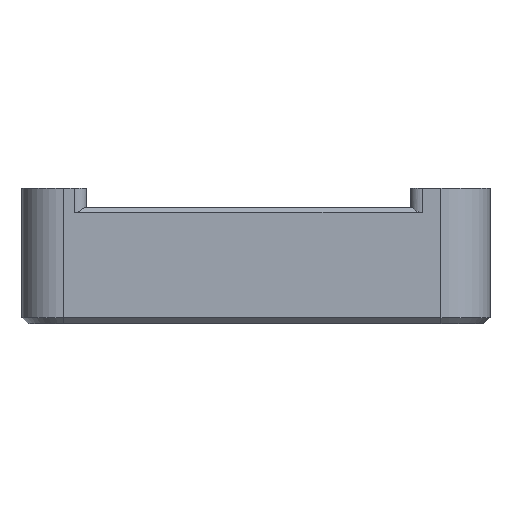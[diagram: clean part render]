
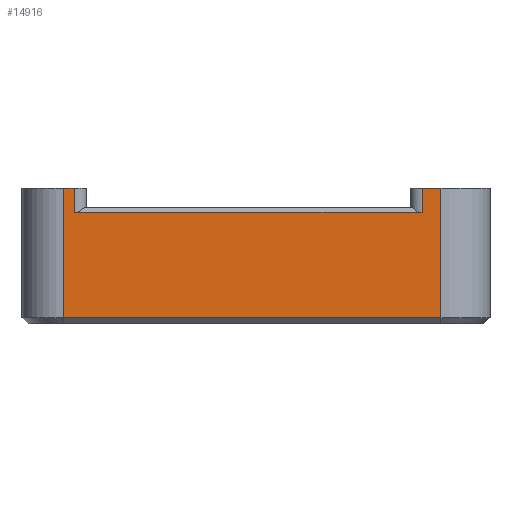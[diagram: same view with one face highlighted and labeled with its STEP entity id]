
A CAD part, left-side view. The second image highlights one B-rep face of the part: STEP entity #14916.
In plain terms, the highlighted planar face has unit normal (-1, 0, 0).
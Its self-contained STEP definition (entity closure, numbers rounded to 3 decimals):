
#1539=FACE_OUTER_BOUND('',#2444,.T.);
#2444=EDGE_LOOP('',(#11126,#11127,#11128,#11129,#11130,#11131,#11132,#11133));
#3479=LINE('',#24310,#4757);
#3513=LINE('',#24403,#4791);
#3514=LINE('',#24407,#4792);
#3515=LINE('',#24409,#4793);
#3516=LINE('',#24411,#4794);
#3517=LINE('',#24413,#4795);
#3518=LINE('',#24415,#4796);
#3519=LINE('',#24416,#4797);
#4757=VECTOR('',#17375,10.);
#4791=VECTOR('',#17465,10.);
#4792=VECTOR('',#17470,10.);
#4793=VECTOR('',#17471,10.);
#4794=VECTOR('',#17472,10.);
#4795=VECTOR('',#17473,10.);
#4796=VECTOR('',#17474,10.);
#4797=VECTOR('',#17475,10.);
#6723=VERTEX_POINT('',#24303);
#6725=VERTEX_POINT('',#24309);
#6756=VERTEX_POINT('',#24402);
#6757=VERTEX_POINT('',#24406);
#6758=VERTEX_POINT('',#24408);
#6759=VERTEX_POINT('',#24410);
#6760=VERTEX_POINT('',#24412);
#6761=VERTEX_POINT('',#24414);
#8375=EDGE_CURVE('',#6723,#6725,#3479,.T.);
#8422=EDGE_CURVE('',#6725,#6756,#3513,.T.);
#8424=EDGE_CURVE('',#6757,#6723,#3514,.T.);
#8425=EDGE_CURVE('',#6758,#6757,#3515,.T.);
#8426=EDGE_CURVE('',#6759,#6758,#3516,.T.);
#8427=EDGE_CURVE('',#6760,#6759,#3517,.T.);
#8428=EDGE_CURVE('',#6761,#6760,#3518,.T.);
#8429=EDGE_CURVE('',#6756,#6761,#3519,.T.);
#11126=ORIENTED_EDGE('',*,*,#8375,.F.);
#11127=ORIENTED_EDGE('',*,*,#8424,.F.);
#11128=ORIENTED_EDGE('',*,*,#8425,.F.);
#11129=ORIENTED_EDGE('',*,*,#8426,.F.);
#11130=ORIENTED_EDGE('',*,*,#8427,.F.);
#11131=ORIENTED_EDGE('',*,*,#8428,.F.);
#11132=ORIENTED_EDGE('',*,*,#8429,.F.);
#11133=ORIENTED_EDGE('',*,*,#8422,.F.);
#14427=PLANE('',#15803);
#14916=ADVANCED_FACE('',(#1539),#14427,.T.);
#15803=AXIS2_PLACEMENT_3D('',#24405,#17468,#17469);
#17375=DIRECTION('',(0.,1.,0.));
#17465=DIRECTION('',(0.,0.,1.));
#17468=DIRECTION('center_axis',(-1.,0.,0.));
#17469=DIRECTION('ref_axis',(0.,1.,0.));
#17470=DIRECTION('',(0.,0.,-1.));
#17471=DIRECTION('',(0.,-1.,0.));
#17472=DIRECTION('',(0.,0.,1.));
#17473=DIRECTION('',(0.,-1.,0.));
#17474=DIRECTION('',(0.,0.,-1.));
#17475=DIRECTION('',(0.,-1.,0.));
#24303=CARTESIAN_POINT('',(-18.47,-140.97,10.69));
#24309=CARTESIAN_POINT('',(-18.47,-109.855,10.69));
#24310=CARTESIAN_POINT('',(-18.47,-133.35,10.69));
#24402=CARTESIAN_POINT('',(-18.47,-109.855,21.38));
#24403=CARTESIAN_POINT('',(-18.47,-109.855,19.78));
#24405=CARTESIAN_POINT('Origin',(-18.47,-140.97,19.78));
#24406=CARTESIAN_POINT('',(-18.47,-140.97,21.38));
#24407=CARTESIAN_POINT('',(-18.47,-140.97,19.78));
#24408=CARTESIAN_POINT('',(-18.47,-139.43,21.38));
#24409=CARTESIAN_POINT('',(-18.47,-132.08,21.38));
#24410=CARTESIAN_POINT('',(-18.47,-139.43,19.38));
#24411=CARTESIAN_POINT('',(-18.47,-139.43,19.78));
#24412=CARTESIAN_POINT('',(-18.47,-110.76,19.38));
#24413=CARTESIAN_POINT('',(-18.47,-133.35,19.38));
#24414=CARTESIAN_POINT('',(-18.47,-110.76,21.38));
#24415=CARTESIAN_POINT('',(-18.47,-110.76,19.78));
#24416=CARTESIAN_POINT('',(-18.47,-117.793,21.38));
